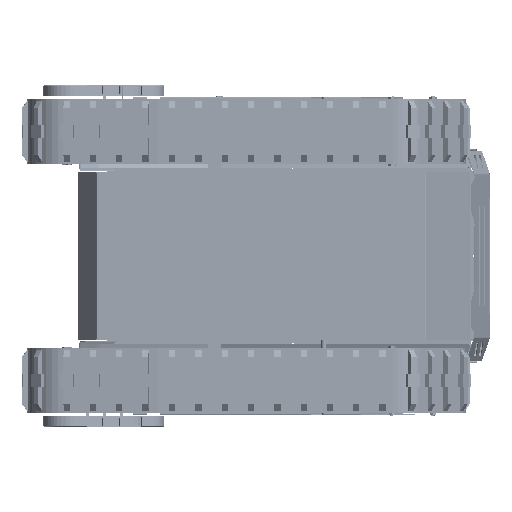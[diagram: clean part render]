
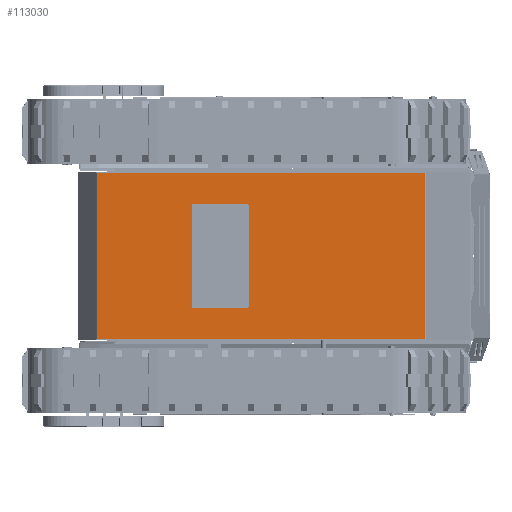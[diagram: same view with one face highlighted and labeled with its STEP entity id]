
A CAD part, front view. The second image highlights one B-rep face of the part: STEP entity #113030.
In plain terms, the highlighted planar face has unit normal (0, -1, 0).
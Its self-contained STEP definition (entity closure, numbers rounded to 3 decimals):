
#2251 = EDGE_CURVE ( 'NONE', #139702, #75577, #55995, .T. ) ;
#6928 = CARTESIAN_POINT ( 'NONE',  ( -153.269, -163.017, 1059.603 ) ) ;
#8939 = CIRCLE ( 'NONE', #126667, 2. ) ;
#10711 = ORIENTED_EDGE ( 'NONE', *, *, #96657, .T. ) ;
#13118 = EDGE_CURVE ( 'NONE', #59445, #197770, #8939, .T. ) ;
#13592 = CARTESIAN_POINT ( 'NONE',  ( -27.269, -163.017, 823.603 ) ) ;
#15508 = DIRECTION ( 'NONE',  ( 1., 0., 0. ) ) ;
#15790 = DIRECTION ( 'NONE',  ( 0., 0., -1. ) ) ;
#16253 = CARTESIAN_POINT ( 'NONE',  ( -155.269, -163.017, 823.603 ) ) ;
#22707 = EDGE_CURVE ( 'NONE', #208219, #176554, #53598, .T. ) ;
#24288 = ORIENTED_EDGE ( 'NONE', *, *, #143200, .T. ) ;
#25443 = DIRECTION ( 'NONE',  ( -1., 0., 0. ) ) ;
#28407 = VECTOR ( 'NONE', #138566, 1000. ) ;
#31116 = VERTEX_POINT ( 'NONE', #184895 ) ;
#31898 = EDGE_CURVE ( 'NONE', #31116, #139702, #180772, .T. ) ;
#32657 = DIRECTION ( 'NONE',  ( 0., 0., 1. ) ) ;
#33919 = ORIENTED_EDGE ( 'NONE', *, *, #34899, .T. ) ;
#34899 = EDGE_CURVE ( 'NONE', #199363, #31116, #107190, .T. ) ;
#38638 = EDGE_CURVE ( 'NONE', #94811, #180970, #93295, .T. ) ;
#43156 = ORIENTED_EDGE ( 'NONE', *, *, #22707, .T. ) ;
#53234 = AXIS2_PLACEMENT_3D ( 'NONE', #150545, #149437, #151650 ) ;
#53598 = CIRCLE ( 'NONE', #121429, 2. ) ;
#55342 = CARTESIAN_POINT ( 'NONE',  ( -25.269, -163.017, 1059.603 ) ) ;
#55995 = LINE ( 'NONE', #127459, #119567 ) ;
#57080 = DIRECTION ( 'NONE',  ( 0., 0., -1. ) ) ;
#59421 = DIRECTION ( 'NONE',  ( 0., 1., 0. ) ) ;
#59445 = VERTEX_POINT ( 'NONE', #85743 ) ;
#66182 = LINE ( 'NONE', #85149, #93483 ) ;
#72240 = ORIENTED_EDGE ( 'NONE', *, *, #31898, .T. ) ;
#75577 = VERTEX_POINT ( 'NONE', #85192 ) ;
#76117 = DIRECTION ( 'NONE',  ( 0., 0., -1. ) ) ;
#80658 = CARTESIAN_POINT ( 'NONE',  ( 382.495, -163.017, 749.103 ) ) ;
#80822 = ORIENTED_EDGE ( 'NONE', *, *, #94733, .F. ) ;
#81270 = FACE_OUTER_BOUND ( 'NONE', #170288, .T. ) ;
#81750 = DIRECTION ( 'NONE',  ( 0., 1., 0. ) ) ;
#82370 = FACE_BOUND ( 'NONE', #154676, .T. ) ;
#84027 = VECTOR ( 'NONE', #180633, 1000. ) ;
#84770 = ORIENTED_EDGE ( 'NONE', *, *, #2251, .T. ) ;
#85149 = CARTESIAN_POINT ( 'NONE',  ( -155.269, -163.017, 749.103 ) ) ;
#85192 = CARTESIAN_POINT ( 'NONE',  ( -374.929, -163.017, 749.103 ) ) ;
#85743 = CARTESIAN_POINT ( 'NONE',  ( -27.269, -163.017, 1061.603 ) ) ;
#89173 = EDGE_CURVE ( 'NONE', #100979, #94811, #197411, .T. ) ;
#91167 = CARTESIAN_POINT ( 'NONE',  ( -27.269, -163.017, 821.603 ) ) ;
#92891 = CARTESIAN_POINT ( 'NONE',  ( -153.269, -163.017, 823.603 ) ) ;
#93295 = CIRCLE ( 'NONE', #96951, 2. ) ;
#93483 = VECTOR ( 'NONE', #32657, 1000. ) ;
#94733 = EDGE_CURVE ( 'NONE', #199363, #75577, #148020, .T. ) ;
#94811 = VERTEX_POINT ( 'NONE', #215145 ) ;
#96208 = VECTOR ( 'NONE', #15508, 1000. ) ;
#96657 = EDGE_CURVE ( 'NONE', #176554, #59445, #131770, .T. ) ;
#96951 = AXIS2_PLACEMENT_3D ( 'NONE', #92891, #161074, #76117 ) ;
#100979 = VERTEX_POINT ( 'NONE', #91167 ) ;
#102049 = ORIENTED_EDGE ( 'NONE', *, *, #38638, .T. ) ;
#107190 = LINE ( 'NONE', #193281, #28407 ) ;
#111449 = CARTESIAN_POINT ( 'NONE',  ( 383.536, -163.017, 1134.103 ) ) ;
#112423 = CARTESIAN_POINT ( 'NONE',  ( 383.536, -163.017, 821.603 ) ) ;
#113030 = ADVANCED_FACE ( 'NONE', ( #82370, #81270 ), #218767, .F. ) ;
#119567 = VECTOR ( 'NONE', #57080, 1000. ) ;
#121429 = AXIS2_PLACEMENT_3D ( 'NONE', #6928, #59421, #127607 ) ;
#125249 = AXIS2_PLACEMENT_3D ( 'NONE', #13592, #81750, #15790 ) ;
#126667 = AXIS2_PLACEMENT_3D ( 'NONE', #129925, #133232, #184654 ) ;
#127459 = CARTESIAN_POINT ( 'NONE',  ( -374.929, -163.017, 749.103 ) ) ;
#127607 = DIRECTION ( 'NONE',  ( 0., 0., -1. ) ) ;
#129925 = CARTESIAN_POINT ( 'NONE',  ( -27.269, -163.017, 1059.603 ) ) ;
#131770 = LINE ( 'NONE', #216766, #96208 ) ;
#133232 = DIRECTION ( 'NONE',  ( 0., 1., 0. ) ) ;
#134235 = ORIENTED_EDGE ( 'NONE', *, *, #13118, .T. ) ;
#138566 = DIRECTION ( 'NONE',  ( 0., 0., 1. ) ) ;
#139702 = VERTEX_POINT ( 'NONE', #140171 ) ;
#140171 = CARTESIAN_POINT ( 'NONE',  ( -374.929, -163.017, 1134.103 ) ) ;
#143200 = EDGE_CURVE ( 'NONE', #180970, #208219, #66182, .T. ) ;
#146303 = CARTESIAN_POINT ( 'NONE',  ( -153.269, -163.017, 1061.603 ) ) ;
#147823 = EDGE_CURVE ( 'NONE', #197770, #190409, #212399, .T. ) ;
#148020 = LINE ( 'NONE', #202798, #210385 ) ;
#148486 = ORIENTED_EDGE ( 'NONE', *, *, #147823, .T. ) ;
#149020 = CARTESIAN_POINT ( 'NONE',  ( -155.269, -163.017, 1059.603 ) ) ;
#149437 = DIRECTION ( 'NONE',  ( 0., 1., 0. ) ) ;
#150545 = CARTESIAN_POINT ( 'NONE',  ( 383.536, -163.017, 749.103 ) ) ;
#151650 = DIRECTION ( 'NONE',  ( 0., 0., -1. ) ) ;
#153309 = CIRCLE ( 'NONE', #125249, 2. ) ;
#154676 = EDGE_LOOP ( 'NONE', ( #148486, #196201, #169704, #102049, #24288, #43156, #10711, #134235 ) ) ;
#159415 = CARTESIAN_POINT ( 'NONE',  ( -25.269, -163.017, 823.603 ) ) ;
#161074 = DIRECTION ( 'NONE',  ( 0., 1., 0. ) ) ;
#164534 = VECTOR ( 'NONE', #25443, 1000. ) ;
#165926 = DIRECTION ( 'NONE',  ( -1., 0., 0. ) ) ;
#169704 = ORIENTED_EDGE ( 'NONE', *, *, #89173, .T. ) ;
#170288 = EDGE_LOOP ( 'NONE', ( #80822, #33919, #72240, #84770 ) ) ;
#176554 = VERTEX_POINT ( 'NONE', #146303 ) ;
#180633 = DIRECTION ( 'NONE',  ( -1., 0., 0. ) ) ;
#180772 = LINE ( 'NONE', #111449, #164534 ) ;
#180970 = VERTEX_POINT ( 'NONE', #16253 ) ;
#184654 = DIRECTION ( 'NONE',  ( 0., 0., -1. ) ) ;
#184895 = CARTESIAN_POINT ( 'NONE',  ( 382.495, -163.017, 1134.103 ) ) ;
#190409 = VERTEX_POINT ( 'NONE', #159415 ) ;
#193281 = CARTESIAN_POINT ( 'NONE',  ( 382.495, -163.017, 749.103 ) ) ;
#195605 = CARTESIAN_POINT ( 'NONE',  ( -25.269, -163.017, 749.103 ) ) ;
#196201 = ORIENTED_EDGE ( 'NONE', *, *, #218377, .T. ) ;
#196704 = DIRECTION ( 'NONE',  ( 0., 0., -1. ) ) ;
#197411 = LINE ( 'NONE', #112423, #84027 ) ;
#197770 = VERTEX_POINT ( 'NONE', #55342 ) ;
#199363 = VERTEX_POINT ( 'NONE', #80658 ) ;
#202798 = CARTESIAN_POINT ( 'NONE',  ( 383.536, -163.017, 749.103 ) ) ;
#208219 = VERTEX_POINT ( 'NONE', #149020 ) ;
#210385 = VECTOR ( 'NONE', #165926, 1000. ) ;
#212399 = LINE ( 'NONE', #195605, #219903 ) ;
#215145 = CARTESIAN_POINT ( 'NONE',  ( -153.269, -163.017, 821.603 ) ) ;
#216766 = CARTESIAN_POINT ( 'NONE',  ( 383.536, -163.017, 1061.603 ) ) ;
#218377 = EDGE_CURVE ( 'NONE', #190409, #100979, #153309, .T. ) ;
#218767 = PLANE ( 'NONE',  #53234 ) ;
#219903 = VECTOR ( 'NONE', #196704, 1000. ) ;
